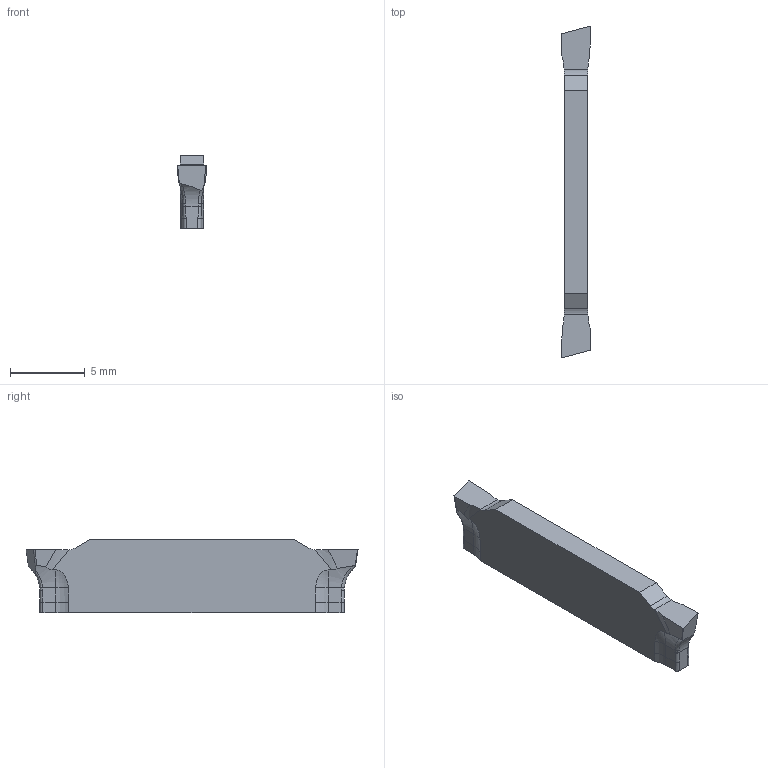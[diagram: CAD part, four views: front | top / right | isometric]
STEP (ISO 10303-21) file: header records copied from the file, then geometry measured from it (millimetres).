
FILE_DESCRIPTION(/* description */ (''),/* implementation_level */ '2;1');
FILE_NAME(/* name */ 'GY2G0200D003R15-GS.stp',/* time_stamp */ '2022-12-09T09:10:08+09:00',/* author */ (''),/* organization */ (''),/* preprocessor_version */ 'ST-DEVELOPER v16',/* originating_system */ 'SIEMENS PLM Software NX 10.0',/* authorisation */ '');
FILE_SCHEMA (('AUTOMOTIVE_DESIGN { 1 0 10303 214 3 1 1 1 }'));
Length unit declared in the file: millimetre
Products named in the file (1): GY2G0200D003R15-GS
Bounding box: 2 x 22.25 x 4.93 mm (x, y, z)
Volume: 155.7 mm3; surface area: 277.7 mm2
Topology: 1 solids, 1 shells, 68 faces, 206 edges, 170 vertices
Faces by surface type: cylinder 28, plane 24, bspline 8, extrusion 4, torus 4
Entity records: 3060 total; most frequent: CARTESIAN_POINT 1262, ORIENTED_EDGE 356, DIRECTION 296, EDGE_CURVE 178, VERTEX_POINT 112, AXIS2_PLACEMENT_3D 100, VECTOR 96, LINE 92
